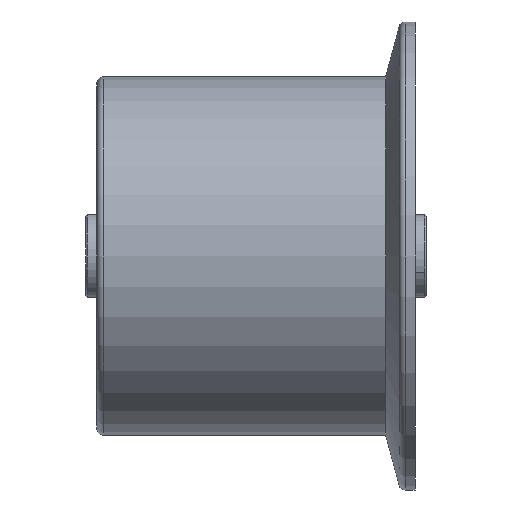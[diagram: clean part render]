
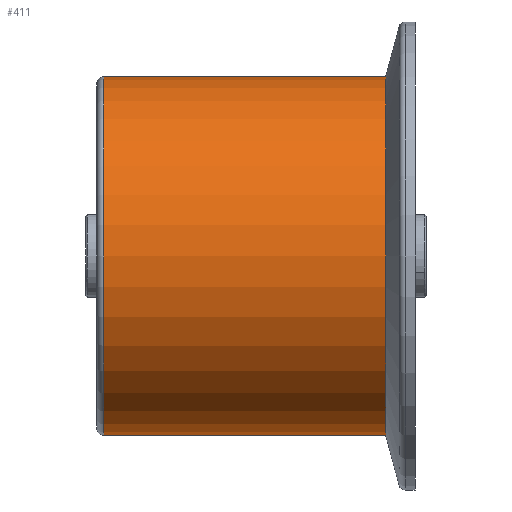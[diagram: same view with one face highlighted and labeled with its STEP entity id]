
A CAD part, front view. The second image highlights one B-rep face of the part: STEP entity #411.
In plain terms, the highlighted cylindrical face has radius 26.8 mm (diameter 53.6 mm), a partial arc.
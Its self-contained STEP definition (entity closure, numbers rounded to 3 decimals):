
#30 = VECTOR ( 'NONE', #145, 1000. ) ;
#145 = DIRECTION ( 'NONE',  ( -1., 0., 0. ) ) ;
#198 = VECTOR ( 'NONE', #1223, 1000. ) ;
#411 = ADVANCED_FACE ( 'NONE', ( #2246 ), #2878, .T. ) ;
#508 = DIRECTION ( 'NONE',  ( -1., 0., 0. ) ) ;
#538 = CARTESIAN_POINT ( 'NONE',  ( 1., 0., 26.8 ) ) ;
#778 = EDGE_LOOP ( 'NONE', ( #1354, #3721, #2512, #2347 ) ) ;
#996 = AXIS2_PLACEMENT_3D ( 'NONE', #2349, #1153, #3182 ) ;
#1065 = CARTESIAN_POINT ( 'NONE',  ( 1., 0., 0. ) ) ;
#1103 = CIRCLE ( 'NONE', #2269, 26.8 ) ;
#1153 = DIRECTION ( 'NONE',  ( -1., 0., 0. ) ) ;
#1223 = DIRECTION ( 'NONE',  ( -1., 0., 0. ) ) ;
#1346 = DIRECTION ( 'NONE',  ( 0., 0., -1. ) ) ;
#1354 = ORIENTED_EDGE ( 'NONE', *, *, #2268, .F. ) ;
#1358 = AXIS2_PLACEMENT_3D ( 'NONE', #1065, #3078, #1346 ) ;
#1563 = LINE ( 'NONE', #3325, #30 ) ;
#1751 = LINE ( 'NONE', #3254, #198 ) ;
#2228 = CARTESIAN_POINT ( 'NONE',  ( 43.2, 0., 0. ) ) ;
#2246 = FACE_OUTER_BOUND ( 'NONE', #778, .T. ) ;
#2268 = EDGE_CURVE ( 'NONE', #2801, #2779, #1563, .T. ) ;
#2269 = AXIS2_PLACEMENT_3D ( 'NONE', #2228, #508, #2522 ) ;
#2347 = ORIENTED_EDGE ( 'NONE', *, *, #2367, .T. ) ;
#2349 = CARTESIAN_POINT ( 'NONE',  ( -5.869, 0., 0. ) ) ;
#2367 = EDGE_CURVE ( 'NONE', #2584, #2779, #2379, .T. ) ;
#2379 = CIRCLE ( 'NONE', #1358, 26.8 ) ;
#2512 = ORIENTED_EDGE ( 'NONE', *, *, #3119, .T. ) ;
#2522 = DIRECTION ( 'NONE',  ( 0., 0., 1. ) ) ;
#2576 = VERTEX_POINT ( 'NONE', #3406 ) ;
#2584 = VERTEX_POINT ( 'NONE', #538 ) ;
#2779 = VERTEX_POINT ( 'NONE', #2917 ) ;
#2801 = VERTEX_POINT ( 'NONE', #3525 ) ;
#2878 = CYLINDRICAL_SURFACE ( 'NONE', #996, 26.8 ) ;
#2917 = CARTESIAN_POINT ( 'NONE',  ( 1., 0., -26.8 ) ) ;
#3078 = DIRECTION ( 'NONE',  ( 1., 0., 0. ) ) ;
#3119 = EDGE_CURVE ( 'NONE', #2576, #2584, #1751, .T. ) ;
#3182 = DIRECTION ( 'NONE',  ( 0., 0., 1. ) ) ;
#3213 = EDGE_CURVE ( 'NONE', #2801, #2576, #1103, .T. ) ;
#3254 = CARTESIAN_POINT ( 'NONE',  ( -5.869, 0., 26.8 ) ) ;
#3325 = CARTESIAN_POINT ( 'NONE',  ( -5.869, 0., -26.8 ) ) ;
#3406 = CARTESIAN_POINT ( 'NONE',  ( 43.2, 0., 26.8 ) ) ;
#3525 = CARTESIAN_POINT ( 'NONE',  ( 43.2, 0., -26.8 ) ) ;
#3721 = ORIENTED_EDGE ( 'NONE', *, *, #3213, .T. ) ;
